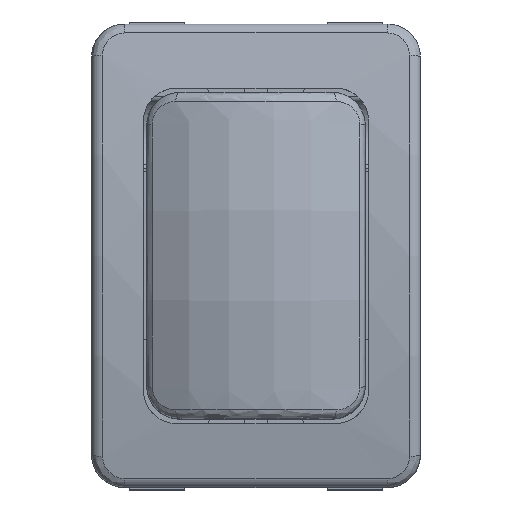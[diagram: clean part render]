
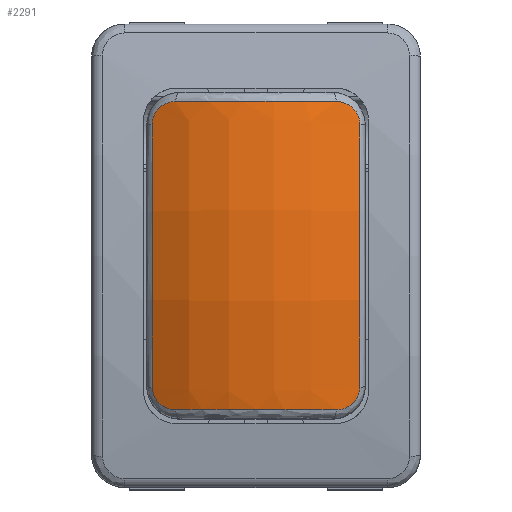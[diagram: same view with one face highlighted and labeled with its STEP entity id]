
A CAD part, top view. The second image highlights one B-rep face of the part: STEP entity #2291.
In plain terms, the highlighted toroidal (fillet/blend) face has major radius 30.549 mm and minor radius 9.451 mm.
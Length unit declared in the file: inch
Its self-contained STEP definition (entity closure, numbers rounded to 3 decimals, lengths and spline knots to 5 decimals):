
#1407=CARTESIAN_POINT('',(-0.18498,-0.23491,0.81059));
#1408=VERTEX_POINT('',#1407);
#1432=CARTESIAN_POINT('',(-0.14341,-0.27488,0.82465));
#1433=VERTEX_POINT('',#1432);
#1441=CARTESIAN_POINT('',(-0.14341,-0.27488,0.82465));
#1442=CARTESIAN_POINT('',(-0.14785,-0.27486,0.82278));
#1443=CARTESIAN_POINT('',(-0.15679,-0.27345,0.81902));
#1444=CARTESIAN_POINT('',(-0.16766,-0.26796,0.81461));
#1445=CARTESIAN_POINT('',(-0.17564,-0.26063,0.81164));
#1446=CARTESIAN_POINT('',(-0.18093,-0.25289,0.81002));
#1447=CARTESIAN_POINT('',(-0.18425,-0.24411,0.80957));
#1448=CARTESIAN_POINT('',(-0.18498,-0.23795,0.81012));
#1449=CARTESIAN_POINT('',(-0.18498,-0.23491,0.81059));
#1450=B_SPLINE_CURVE_WITH_KNOTS('',3,(#1441,#1442,#1443,#1444,#1445,#1446,#1447,#1448,#1449),.UNSPECIFIED.,.F.,.U.,(4,1,1,1,1,1,4),(-0.16214,-0.12739,-0.09265,-0.06949,-0.04632,-0.02316,0.0),.UNSPECIFIED.);
#1451=EDGE_CURVE('',#1433,#1408,#1450,.T.);
#1527=CARTESIAN_POINT('',(0.14341,-0.27488,0.82465));
#1528=VERTEX_POINT('',#1527);
#1536=CARTESIAN_POINT('',(0.14341,-0.27488,0.82465));
#1537=CARTESIAN_POINT('',(0.13055,-0.27492,0.83011));
#1538=CARTESIAN_POINT('',(0.0909,-0.27502,0.84432));
#1539=CARTESIAN_POINT('',(0.02153,-0.2751,0.85641));
#1540=CARTESIAN_POINT('',(-0.04184,-0.27508,0.85286));
#1541=CARTESIAN_POINT('',(-0.09724,-0.275,0.84162));
#1542=CARTESIAN_POINT('',(-0.12412,-0.27494,0.83283));
#1543=CARTESIAN_POINT('',(-0.14341,-0.27488,0.82465));
#1544=B_SPLINE_CURVE_WITH_KNOTS('',3,(#1536,#1537,#1538,#1539,#1540,#1541,#1542,#1543),.UNSPECIFIED.,.F.,.U.,(4,1,1,1,1,4),(-0.70608,-0.60521,-0.40347,-0.20174,-0.1513,0.),.UNSPECIFIED.);
#1545=EDGE_CURVE('',#1528,#1433,#1544,.T.);
#1586=CARTESIAN_POINT('',(-0.18498,0.23492,0.81044));
#1587=VERTEX_POINT('',#1586);
#1606=CARTESIAN_POINT('',(-0.18498,-0.23491,0.81059));
#1607=CARTESIAN_POINT('',(-0.18498,-0.16859,0.8209));
#1608=CARTESIAN_POINT('',(-0.18498,-0.01144,0.83485));
#1609=CARTESIAN_POINT('',(-0.18498,0.1465,0.82425));
#1610=CARTESIAN_POINT('',(-0.18498,0.23492,0.81044));
#1611=B_SPLINE_CURVE_WITH_KNOTS('',3,(#1606,#1607,#1608,#1609,#1610),.UNSPECIFIED.,.F.,.U.,(4,1,4),(-1.18,-0.67429,0.0),.UNSPECIFIED.);
#1612=EDGE_CURVE('',#1408,#1587,#1611,.T.);
#1712=CARTESIAN_POINT('',(0.18498,-0.23491,0.81059));
#1713=VERTEX_POINT('',#1712);
#1721=CARTESIAN_POINT('',(0.18498,-0.23491,0.81059));
#1722=CARTESIAN_POINT('',(0.18498,-0.23794,0.81012));
#1723=CARTESIAN_POINT('',(0.18424,-0.2441,0.80957));
#1724=CARTESIAN_POINT('',(0.18095,-0.25286,0.81002));
#1725=CARTESIAN_POINT('',(0.17564,-0.26063,0.81164));
#1726=CARTESIAN_POINT('',(0.17,-0.26583,0.81374));
#1727=CARTESIAN_POINT('',(0.16232,-0.27085,0.81676));
#1728=CARTESIAN_POINT('',(0.15527,-0.27353,0.81967));
#1729=CARTESIAN_POINT('',(0.14786,-0.27471,0.82278));
#1730=CARTESIAN_POINT('',(0.14489,-0.27487,0.82403));
#1731=CARTESIAN_POINT('',(0.14341,-0.27488,0.82465));
#1732=B_SPLINE_CURVE_WITH_KNOTS('',3,(#1721,#1722,#1723,#1724,#1725,#1726,#1727,#1728,#1729,#1730,#1731),.UNSPECIFIED.,.F.,.U.,(4,1,1,1,1,1,1,1,4),(-0.16203,-0.13888,-0.11574,-0.09259,-0.06944,-0.05787,-0.02315,-0.01157,0.0),.UNSPECIFIED.);
#1733=EDGE_CURVE('',#1713,#1528,#1732,.T.);
#1816=CARTESIAN_POINT('',(-0.14341,0.27489,0.82449));
#1817=VERTEX_POINT('',#1816);
#1842=CARTESIAN_POINT('',(-0.18498,0.23492,0.81044));
#1843=CARTESIAN_POINT('',(-0.18498,0.23796,0.80997));
#1844=CARTESIAN_POINT('',(-0.18425,0.24411,0.80941));
#1845=CARTESIAN_POINT('',(-0.18092,0.25292,0.80987));
#1846=CARTESIAN_POINT('',(-0.17609,0.25999,0.81135));
#1847=CARTESIAN_POINT('',(-0.17081,0.26513,0.81327));
#1848=CARTESIAN_POINT('',(-0.16587,0.26864,0.81519));
#1849=CARTESIAN_POINT('',(-0.16049,0.27148,0.81736));
#1850=CARTESIAN_POINT('',(-0.15309,0.27408,0.82041));
#1851=CARTESIAN_POINT('',(-0.14711,0.27488,0.82292));
#1852=CARTESIAN_POINT('',(-0.14341,0.27489,0.82449));
#1853=B_SPLINE_CURVE_WITH_KNOTS('',3,(#1842,#1843,#1844,#1845,#1846,#1847,#1848,#1849,#1850,#1851,#1852),.UNSPECIFIED.,.F.,.U.,(4,1,1,1,1,1,1,1,4),(-0.16213,-0.13897,-0.11581,-0.09265,-0.07527,-0.0608,-0.04632,-0.02895,0.0),.UNSPECIFIED.);
#1854=EDGE_CURVE('',#1587,#1817,#1853,.T.);
#1906=CARTESIAN_POINT('',(0.18498,0.23492,0.81044));
#1907=VERTEX_POINT('',#1906);
#1915=CARTESIAN_POINT('',(0.18498,0.23492,0.81044));
#1916=CARTESIAN_POINT('',(0.18498,0.1686,0.8208));
#1917=CARTESIAN_POINT('',(0.18498,0.01147,0.83485));
#1918=CARTESIAN_POINT('',(0.18498,-0.14648,0.82434));
#1919=CARTESIAN_POINT('',(0.18498,-0.23491,0.81059));
#1920=B_SPLINE_CURVE_WITH_KNOTS('',3,(#1915,#1916,#1917,#1918,#1919),.UNSPECIFIED.,.F.,.U.,(4,1,4),(-1.18,-0.67429,0.0),.UNSPECIFIED.);
#1921=EDGE_CURVE('',#1907,#1713,#1920,.T.);
#1990=CARTESIAN_POINT('',(0.14341,0.27489,0.82449));
#1991=VERTEX_POINT('',#1990);
#2014=CARTESIAN_POINT('',(-0.14341,0.27489,0.82449));
#2015=CARTESIAN_POINT('',(-0.13386,0.27492,0.82854));
#2016=CARTESIAN_POINT('',(-0.12422,0.27494,0.83215));
#2017=CARTESIAN_POINT('',(-0.11454,0.27497,0.83533));
#2018=CARTESIAN_POINT('',(-0.10487,0.27499,0.8385));
#2019=CARTESIAN_POINT('',(-0.09516,0.27501,0.84124));
#2020=CARTESIAN_POINT('',(-0.08547,0.27503,0.84356));
#2021=CARTESIAN_POINT('',(-0.07578,0.27504,0.84588));
#2022=CARTESIAN_POINT('',(-0.06612,0.27506,0.84778));
#2023=CARTESIAN_POINT('',(-0.05651,0.27507,0.84928));
#2024=CARTESIAN_POINT('',(-0.04691,0.27508,0.85078));
#2025=CARTESIAN_POINT('',(-0.03737,0.27509,0.85187));
#2026=CARTESIAN_POINT('',(-0.02794,0.27509,0.85259));
#2027=CARTESIAN_POINT('',(-0.01851,0.27509,0.85331));
#2028=CARTESIAN_POINT('',(-0.00918,0.2751,0.85366));
#2029=CARTESIAN_POINT('',(0.,0.2751,0.85366));
#2030=CARTESIAN_POINT('',(0.00918,0.2751,0.85366));
#2031=CARTESIAN_POINT('',(0.01851,0.2751,0.85331));
#2032=CARTESIAN_POINT('',(0.02794,0.27509,0.85259));
#2033=CARTESIAN_POINT('',(0.03737,0.27509,0.85187));
#2034=CARTESIAN_POINT('',(0.04691,0.27508,0.85078));
#2035=CARTESIAN_POINT('',(0.05651,0.27507,0.84928));
#2036=CARTESIAN_POINT('',(0.06612,0.27506,0.84778));
#2037=CARTESIAN_POINT('',(0.07578,0.27504,0.84588));
#2038=CARTESIAN_POINT('',(0.08547,0.27503,0.84356));
#2039=CARTESIAN_POINT('',(0.09516,0.27501,0.84124));
#2040=CARTESIAN_POINT('',(0.10487,0.27499,0.8385));
#2041=CARTESIAN_POINT('',(0.11454,0.27497,0.83532));
#2042=CARTESIAN_POINT('',(0.12422,0.27494,0.83215));
#2043=CARTESIAN_POINT('',(0.13386,0.27492,0.82854));
#2044=CARTESIAN_POINT('',(0.14341,0.27489,0.82449));
#2045=B_SPLINE_CURVE_WITH_KNOTS('',3,(#2014,#2015,#2016,#2017,#2018,#2019,#2020,#2021,#2022,#2023,#2024,#2025,#2026,#2027,#2028,#2029,#2030,#2031,#2032,#2033,#2034,#2035,#2036,#2037,#2038,#2039,#2040,#2041,#2042,#2043,#2044),.UNSPECIFIED.,.F.,.U.,(4,3,3,3,3,3,3,3,3,3,4),(-0.70608,-0.63548,-0.56487,-0.49426,-0.42365,-0.35304,-0.28243,-0.21183,-0.14122,-0.07061,0.),.UNSPECIFIED.);
#2046=EDGE_CURVE('',#1817,#1991,#2045,.T.);
#2145=CARTESIAN_POINT('',(0.14341,0.27489,0.82449));
#2146=CARTESIAN_POINT('',(0.14637,0.27488,0.82324));
#2147=CARTESIAN_POINT('',(0.15085,0.27441,0.82135));
#2148=CARTESIAN_POINT('',(0.1581,0.27246,0.81833));
#2149=CARTESIAN_POINT('',(0.1636,0.27003,0.81609));
#2150=CARTESIAN_POINT('',(0.17,0.26583,0.81357));
#2151=CARTESIAN_POINT('',(0.17564,0.26064,0.81148));
#2152=CARTESIAN_POINT('',(0.18095,0.25287,0.80986));
#2153=CARTESIAN_POINT('',(0.18424,0.24411,0.80942));
#2154=CARTESIAN_POINT('',(0.18498,0.23795,0.80997));
#2155=CARTESIAN_POINT('',(0.18498,0.23492,0.81044));
#2156=B_SPLINE_CURVE_WITH_KNOTS('',3,(#2145,#2146,#2147,#2148,#2149,#2150,#2151,#2152,#2153,#2154,#2155),.UNSPECIFIED.,.F.,.U.,(4,1,1,1,1,1,1,1,4),(-0.16203,-0.13888,-0.12731,-0.10416,-0.09259,-0.06944,-0.04629,-0.02315,0.),.UNSPECIFIED.);
#2157=EDGE_CURVE('',#1991,#1907,#2156,.T.);
#2276=CARTESIAN_POINT('',(0.,-0.00046,-0.69685));
#2277=DIRECTION('',(-1.,0.,0.));
#2278=DIRECTION('',(0.,0.0,1.));
#2279=AXIS2_PLACEMENT_3D('',#2276,#2277,#2278);
#2280=TOROIDAL_SURFACE('',#2279,1.20272,0.37208);
#2281=ORIENTED_EDGE('',*,*,#1451,.F.);
#2282=ORIENTED_EDGE('',*,*,#1545,.F.);
#2283=ORIENTED_EDGE('',*,*,#1733,.F.);
#2284=ORIENTED_EDGE('',*,*,#1921,.F.);
#2285=ORIENTED_EDGE('',*,*,#2157,.F.);
#2286=ORIENTED_EDGE('',*,*,#2046,.F.);
#2287=ORIENTED_EDGE('',*,*,#1854,.F.);
#2288=ORIENTED_EDGE('',*,*,#1612,.F.);
#2289=EDGE_LOOP('',(#2281,#2282,#2283,#2284,#2285,#2286,#2287,#2288));
#2290=FACE_OUTER_BOUND('',#2289,.T.);
#2291=ADVANCED_FACE('',(#2290),#2280,.T.);
